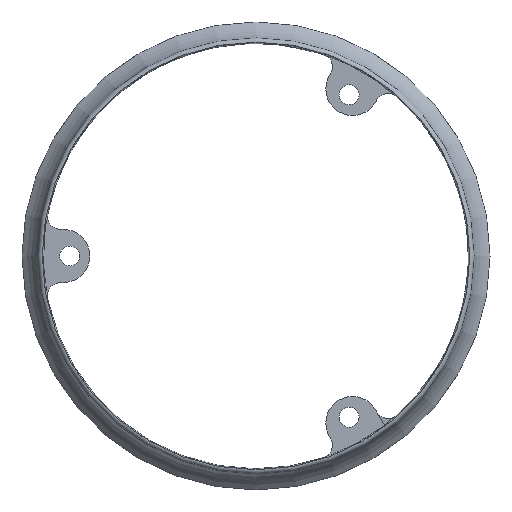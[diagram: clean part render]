
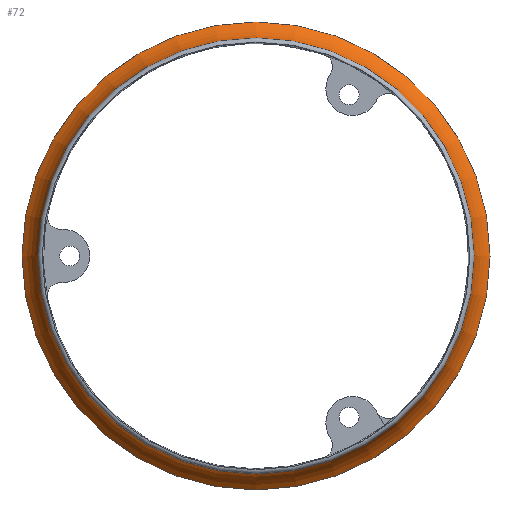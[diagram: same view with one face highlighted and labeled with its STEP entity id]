
A CAD part, top view. The second image highlights one B-rep face of the part: STEP entity #72.
In plain terms, the highlighted toroidal (fillet/blend) face has major radius 58.75 mm and minor radius 10 mm.
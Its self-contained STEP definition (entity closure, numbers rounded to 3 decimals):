
#72=ADVANCED_FACE('',(#241,#243),#245,.F.);
#241=FACE_OUTER_BOUND('',#242,.T.);
#242=EDGE_LOOP('',(#422));
#243=FACE_OUTER_BOUND('',#244,.T.);
#244=EDGE_LOOP('',(#423));
#245=TOROIDAL_SURFACE('',#246,58.75,10.);
#246=AXIS2_PLACEMENT_3D('',#247,#248,#249);
#247=CARTESIAN_POINT('',(0.,0.,8.174));
#248=DIRECTION('',(0.,0.,1.));
#249=DIRECTION('',(0.,-1.,0.));
#422=ORIENTED_EDGE('',*,*,#521,.F.);
#423=ORIENTED_EDGE('',*,*,#507,.T.);
#507=EDGE_CURVE('',#622,#622,#623,.T.);
#521=EDGE_CURVE('',#638,#638,#639,.T.);
#622=VERTEX_POINT('',#878);
#623=CIRCLE('',#879,52.742);
#638=VERTEX_POINT('',#924);
#639=CIRCLE('',#925,49.175);
#878=CARTESIAN_POINT('',(0.,-52.742,0.18));
#879=AXIS2_PLACEMENT_3D('',#880,#881,#882);
#880=CARTESIAN_POINT('',(0.,0.,0.18));
#881=DIRECTION('',(0.,0.,1.));
#882=DIRECTION('',(0.,-1.,0.));
#924=CARTESIAN_POINT('',(0.,-49.175,5.289));
#925=AXIS2_PLACEMENT_3D('',#926,#927,#928);
#926=CARTESIAN_POINT('',(0.,0.,5.289));
#927=DIRECTION('',(0.,0.,1.));
#928=DIRECTION('',(0.,-1.,0.));
